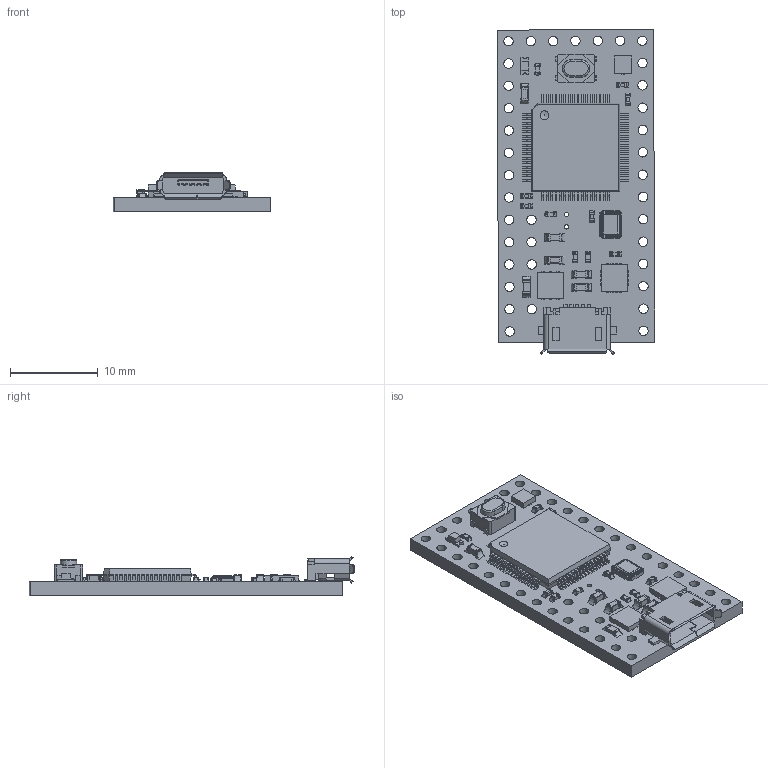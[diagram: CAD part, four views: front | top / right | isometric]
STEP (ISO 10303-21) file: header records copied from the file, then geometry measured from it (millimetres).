
FILE_DESCRIPTION(/* description */ (''),/* implementation_level */ '2;1');
FILE_NAME(/* name */ 'Teensy3_1.stp',/* time_stamp */ '2021-01-11T21:31:59-05:00',/* author */ (''),/* organization */ (''),/* preprocessor_version */ 'ST-DEVELOPER v16.7',/* originating_system */ 'SIEMENS PLM Software NX 1926',/* authorisation */ '');
FILE_SCHEMA (('AUTOMOTIVE_DESIGN { 1 0 10303 214 3 1 1 1 }'));
Length unit declared in the file: millimetre
Products named in the file (33): Component46; Component45; Component44; Component43; Component41; Component40; Component39; Component38; lead (2); Component28; lead (1); package; lead (3); package (1); lead; Component21; micro_usb_shell (1); micro_usb_plastic (1); Group#12 (1); resistor_0603 v3; smt_led_0805 v2; cap0603_03 v3; diode_0402 v1; cap0402 v2; board; smt_tactile_button_2 v2; crystal_dfn4 v8; wson-6 v3; qfp16 v2 (1); tqfp64 v1; qfp16 v2; micro_usb (1); Teensy_3_1_stp
Assembly tree (111 placements, depth 3):
  Teensy_3_1_stp
    board
    micro_usb (1)
      Group#12 (1)  x5
      micro_usb_plastic (1)
      micro_usb_shell (1)
    qfp16 v2
      Component21
      lead
    tqfp64 v1
      package (1)
      lead (3)  x64
    qfp16 v2 (1)
      package
      lead (1)
    cap0402 v2  x6
    wson-6 v3
      Component28
      lead (2)
    diode_0402 v1  x4
    cap0603_03 v3  x5
    smt_led_0805 v2
    crystal_dfn4 v8
      Component38
      Component39
      Component40
      Component41
    smt_tactile_button_2 v2
      Component43
      Component44
      Component45
      Component46
    resistor_0603 v3
Bounding box: 17.93 x 36.98 x 4.49 mm (x, y, z)
Volume: 1187.5 mm3; surface area: 2569.3 mm2
Topology: 170 solids, 170 shells, 3053 faces, 7307 edges, 4611 vertices
Faces by surface type: plane 1673, cylinder 1044, sphere 180, bspline 147, torus 6, cone 3
Full cylindrical faces by diameter (mm): 0.5 x2, 1.065 x37
Entity records: 35874 total; most frequent: CARTESIAN_POINT 9330, ORIENTED_EDGE 5106, DIRECTION 5104, EDGE_CURVE 2553, LINE 1864, VECTOR 1864, VERTEX_POINT 1649, AXIS2_PLACEMENT_3D 1620
